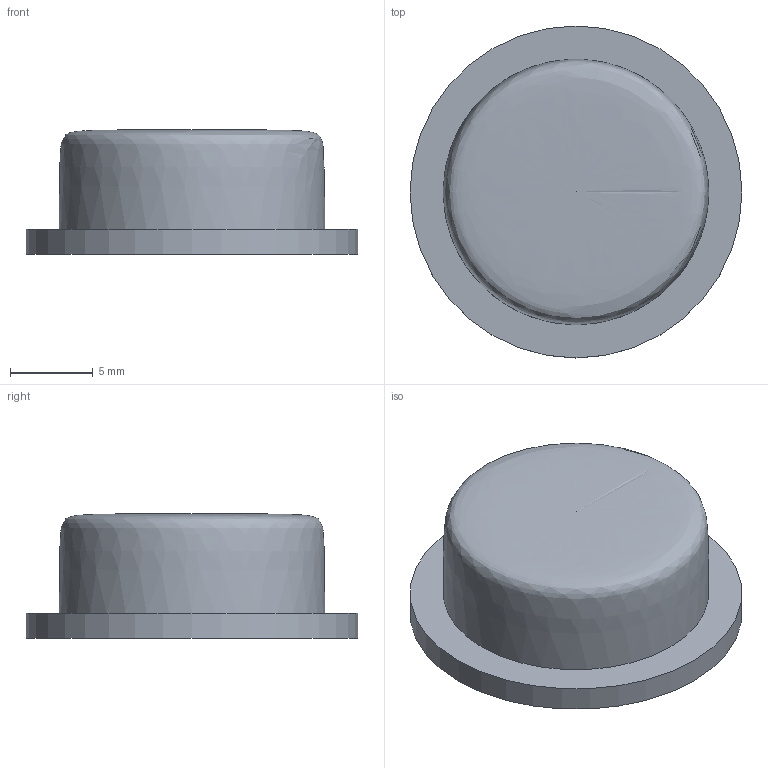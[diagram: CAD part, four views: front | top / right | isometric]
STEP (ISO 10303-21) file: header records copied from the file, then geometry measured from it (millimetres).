
FILE_DESCRIPTION(/* description */ (''),/* implementation_level */ '2;1');
FILE_NAME(/* name */ 'button_cap_red.step',/* time_stamp */ '2021-04-21T10:13:47+01:00',/* author */ (''),/* organization */ (''),/* preprocessor_version */ 'ST-DEVELOPER v18.1',/* originating_system */ 'Autodesk Translation Framework v10.6.0.1341',/* authorisation */ '');
FILE_SCHEMA (('AUTOMOTIVE_DESIGN { 1 0 10303 214 3 1 1 }'));
Length unit declared in the file: millimetre
Products named in the file (1): button_cap
Bounding box: 20 x 20 x 7.5 mm (x, y, z)
Volume: 824.5 mm3; surface area: 1321.3 mm2
Topology: 1 solids, 1 shells, 9 faces, 17 edges, 11 vertices
Faces by surface type: cylinder 3, plane 3, bspline 2, torus 1
Full cylindrical faces by diameter (mm): 9 x1, 14 x1, 20 x1
Entity records: 311 total; most frequent: CARTESIAN_POINT 93, DIRECTION 41, ORIENTED_EDGE 32, AXIS2_PLACEMENT_3D 19, EDGE_CURVE 16, EDGE_LOOP 11, CIRCLE 11, VERTEX_POINT 11
